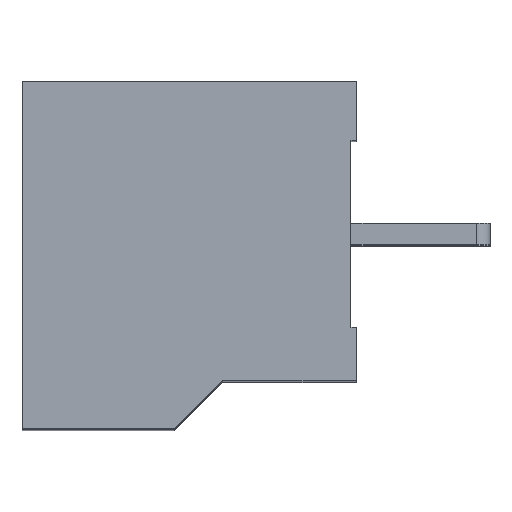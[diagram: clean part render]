
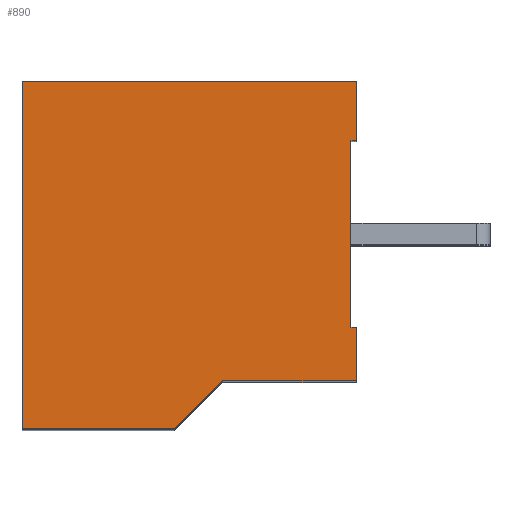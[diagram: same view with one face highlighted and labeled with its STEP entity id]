
A CAD part, top view. The second image highlights one B-rep face of the part: STEP entity #890.
In plain terms, the highlighted planar face has unit normal (0, 0, 1).
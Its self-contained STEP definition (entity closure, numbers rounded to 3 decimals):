
#890 = ADVANCED_FACE( '', ( #1788 ), #1789, .T. );
#1788 = FACE_OUTER_BOUND( '', #2700, .T. );
#1789 = PLANE( '', #2701 );
#2700 = EDGE_LOOP( '', ( #5127, #5128, #5129, #5130, #5131, #5132, #5133, #5134, #5135, #5136 ) );
#2701 = AXIS2_PLACEMENT_3D( '', #5137, #5138, #5139 );
#5127 = ORIENTED_EDGE( '', *, *, #6470, .F. );
#5128 = ORIENTED_EDGE( '', *, *, #5563, .F. );
#5129 = ORIENTED_EDGE( '', *, *, #6218, .T. );
#5130 = ORIENTED_EDGE( '', *, *, #6471, .F. );
#5131 = ORIENTED_EDGE( '', *, *, #6472, .F. );
#5132 = ORIENTED_EDGE( '', *, *, #6137, .T. );
#5133 = ORIENTED_EDGE( '', *, *, #6337, .F. );
#5134 = ORIENTED_EDGE( '', *, *, #6362, .F. );
#5135 = ORIENTED_EDGE( '', *, *, #6146, .T. );
#5136 = ORIENTED_EDGE( '', *, *, #6117, .F. );
#5137 = CARTESIAN_POINT( '', ( 12.003, -10.629, 0. ) );
#5138 = DIRECTION( '', ( 0., 0., 1. ) );
#5139 = DIRECTION( '', ( 1., 0., 0. ) );
#5563 = EDGE_CURVE( '', #6673, #6675, #6676, .T. );
#6117 = EDGE_CURVE( '', #7560, #7561, #7562, .T. );
#6137 = EDGE_CURVE( '', #7590, #7588, #7591, .T. );
#6146 = EDGE_CURVE( '', #7602, #7561, #7603, .T. );
#6218 = EDGE_CURVE( '', #6673, #7697, #7699, .T. );
#6337 = EDGE_CURVE( '', #7850, #7588, #7852, .T. );
#6362 = EDGE_CURVE( '', #7602, #7850, #7878, .T. );
#6470 = EDGE_CURVE( '', #6675, #7560, #8002, .T. );
#6471 = EDGE_CURVE( '', #8003, #7697, #8004, .T. );
#6472 = EDGE_CURVE( '', #7590, #8003, #8005, .T. );
#6673 = VERTEX_POINT( '', #8275 );
#6675 = VERTEX_POINT( '', #8278 );
#6676 = LINE( '', #8279, #8280 );
#7560 = VERTEX_POINT( '', #9589 );
#7561 = VERTEX_POINT( '', #9590 );
#7562 = LINE( '', #9591, #9592 );
#7588 = VERTEX_POINT( '', #9633 );
#7590 = VERTEX_POINT( '', #9636 );
#7591 = LINE( '', #9637, #9638 );
#7602 = VERTEX_POINT( '', #9654 );
#7603 = LINE( '', #9655, #9656 );
#7697 = VERTEX_POINT( '', #9795 );
#7699 = LINE( '', #9798, #9799 );
#7850 = VERTEX_POINT( '', #10031 );
#7852 = LINE( '', #10034, #10035 );
#7878 = LINE( '', #10071, #10072 );
#8002 = LINE( '', #10252, #10253 );
#8003 = VERTEX_POINT( '', #10254 );
#8004 = LINE( '', #10255, #10256 );
#8005 = LINE( '', #10257, #10258 );
#8275 = CARTESIAN_POINT( '', ( 7.5, -11.2, 0. ) );
#8278 = CARTESIAN_POINT( '', ( 5.7, -13., 0. ) );
#8279 = CARTESIAN_POINT( '', ( 7.5, -11.2, 0. ) );
#8280 = VECTOR( '', #10397, 1000. );
#9589 = CARTESIAN_POINT( '', ( 0., -13., 0. ) );
#9590 = CARTESIAN_POINT( '', ( 0., 0., 0. ) );
#9591 = CARTESIAN_POINT( '', ( 0., -12.05, 0. ) );
#9592 = VECTOR( '', #10859, 1000. );
#9633 = CARTESIAN_POINT( '', ( 12.3, -2.2, 0. ) );
#9636 = CARTESIAN_POINT( '', ( 12.3, -9.2, 0. ) );
#9637 = CARTESIAN_POINT( '', ( 12.3, -12.3, 0. ) );
#9638 = VECTOR( '', #10876, 1000. );
#9654 = CARTESIAN_POINT( '', ( 12.5, 0., 0. ) );
#9655 = CARTESIAN_POINT( '', ( 12.2, 0., 0. ) );
#9656 = VECTOR( '', #10882, 1000. );
#9795 = CARTESIAN_POINT( '', ( 12.5, -11.2, 0. ) );
#9798 = CARTESIAN_POINT( '', ( 10.298, -11.2, 0. ) );
#9799 = VECTOR( '', #10935, 1000. );
#10031 = CARTESIAN_POINT( '', ( 12.5, -2.2, 0. ) );
#10034 = CARTESIAN_POINT( '', ( 12.5, -2.2, 0. ) );
#10035 = VECTOR( '', #11024, 1000. );
#10071 = CARTESIAN_POINT( '', ( 12.5, 0., 0. ) );
#10072 = VECTOR( '', #11038, 1000. );
#10252 = CARTESIAN_POINT( '', ( 10.298, -13., 0. ) );
#10253 = VECTOR( '', #11095, 1000. );
#10254 = CARTESIAN_POINT( '', ( 12.5, -9.2, 0. ) );
#10255 = CARTESIAN_POINT( '', ( 12.5, -9.2, 0. ) );
#10256 = VECTOR( '', #11096, 1000. );
#10257 = CARTESIAN_POINT( '', ( 12.182, -9.2, 0. ) );
#10258 = VECTOR( '', #11097, 1000. );
#10397 = DIRECTION( '', ( -0.707, -0.707, 0. ) );
#10859 = DIRECTION( '', ( 0., 1., 0. ) );
#10876 = DIRECTION( '', ( 0., 1., 0. ) );
#10882 = DIRECTION( '', ( -1., 0., 0. ) );
#10935 = DIRECTION( '', ( 1., 0., 0. ) );
#11024 = DIRECTION( '', ( -1., 0., 0. ) );
#11038 = DIRECTION( '', ( 0., -1., 0. ) );
#11095 = DIRECTION( '', ( -1., 0., 0. ) );
#11096 = DIRECTION( '', ( 0., -1., 0. ) );
#11097 = DIRECTION( '', ( 1., 0., 0. ) );
